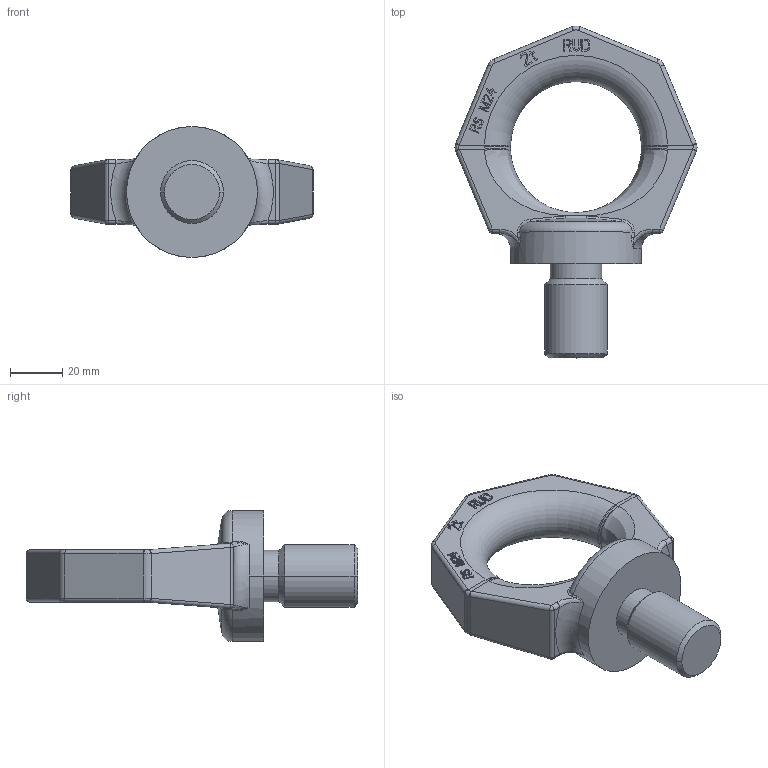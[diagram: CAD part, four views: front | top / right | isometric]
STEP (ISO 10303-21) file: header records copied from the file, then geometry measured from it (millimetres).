
FILE_DESCRIPTION((''),'2;1');
FILE_NAME('001-M31077-X03_ASM','2004-10-07T',('Leichs'),(''),'PRO/ENGINEER BY PARAMETRIC TECHNOLOGY CORPORATION, 2001400','PRO/ENGINEER BY PARAMETRIC TECHNOLOGY CORPORATION, 2001400','');
FILE_SCHEMA(('CONFIG_CONTROL_DESIGN'));
Length unit declared in the file: millimetre
Products named in the file (3): 001-M31077-X03; 001-M31077-Y03; 001-M31077-X03_ASM
Assembly tree (2 placements, depth 2):
  001-M31077-X03_ASM
    001-M31077-X03
    001-M31077-Y03
Bounding box: 92.43 x 126.7 x 50 mm (x, y, z)
Volume: 115232.3 mm3; surface area: 22105.2 mm2
Topology: 2 solids, 2 shells, 396 faces, 1056 edges, 676 vertices
Faces by surface type: plane 291, bspline 44, cylinder 36, torus 15, cone 6, sphere 4
Entity records: 14516 total; most frequent: CARTESIAN_POINT 4864, ORIENTED_EDGE 2112, DIRECTION 1784, EDGE_CURVE 1056, VECTOR 846, LINE 846, VERTEX_POINT 676, AXIS2_PLACEMENT_3D 469
